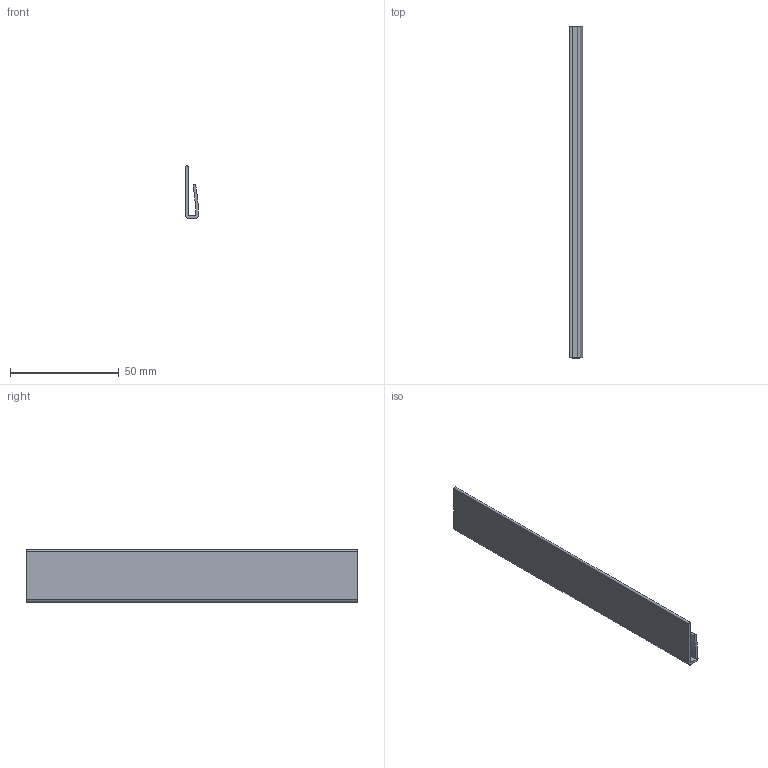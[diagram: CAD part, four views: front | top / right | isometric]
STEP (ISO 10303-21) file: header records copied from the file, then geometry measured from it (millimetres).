
FILE_DESCRIPTION(('', 'CAx-IF Rec.Pracs.---Representation and Presentation of Product Manufacturing Information (PMI)---4.0---2014-10-13'),'2;1');
FILE_NAME('SG2691.STP', '2024-11-05T13:55:42',(''), (''), 'Kubotek Kosmos 3D Framework Version 6.0.14858.14858', 'Kubotek Kosmos 3D Framework', '');
FILE_SCHEMA(('AP242_MANAGED_MODEL_BASED_3D_ENGINEERING_MIM_LF { 1 0 10303 442 4 1 4 }'));
Length unit declared in the file: inch
Bounding box: 6.07 x 152.4 x 24.13 mm (x, y, z)
Volume: 8230.7 mm3; surface area: 13334.2 mm2
Topology: 1 solids, 1 shells, 15 faces, 39 edges, 26 vertices
Faces by surface type: cylinder 9, plane 6
Entity records: 520 total; most frequent: DIRECTION 89, CARTESIAN_POINT 84, ORIENTED_EDGE 78, EDGE_CURVE 39, AXIS2_PLACEMENT_3D 34, VERTEX_POINT 26, VECTOR 21, LINE 21
